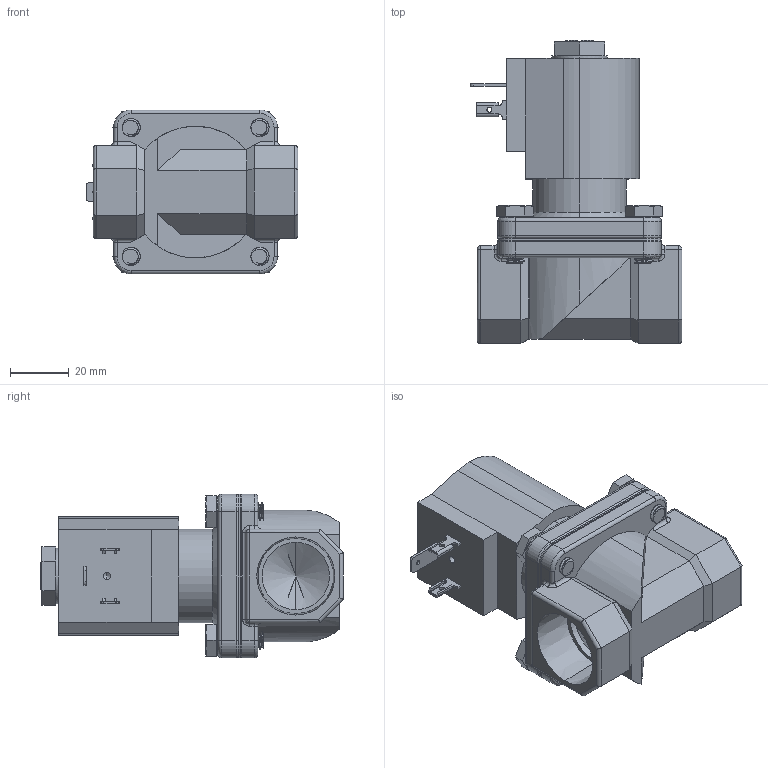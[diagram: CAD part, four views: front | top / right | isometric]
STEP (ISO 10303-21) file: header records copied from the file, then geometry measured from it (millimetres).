
FILE_DESCRIPTION (( 'STEP AP203' ), '1' );
FILE_NAME ('S211YH16V5EG5.step', '2025-12-15T20:48:37', ( '' ), ( '' ), 'SwSTEP 2.0', 'SolidWorks 2024', '' );
FILE_SCHEMA (( 'CONFIG_CONTROL_DESIGN' ));
Length unit declared in the file: inch
Products named in the file (1): S211YH16V5EG5
Bounding box: 72.42 x 103.5 x 56.01 mm (x, y, z)
Volume: 163658.7 mm3; surface area: 29014.1 mm2
Topology: 3 solids, 3 shells, 348 faces, 853 edges, 523 vertices
Faces by surface type: plane 168, cylinder 120, bspline 40, cone 20
Entity records: 16570 total; most frequent: CARTESIAN_POINT 8693, ORIENTED_EDGE 1686, DIRECTION 1545, EDGE_CURVE 843, AXIS2_PLACEMENT_3D 538, VERTEX_POINT 523, VECTOR 469, LINE 469
